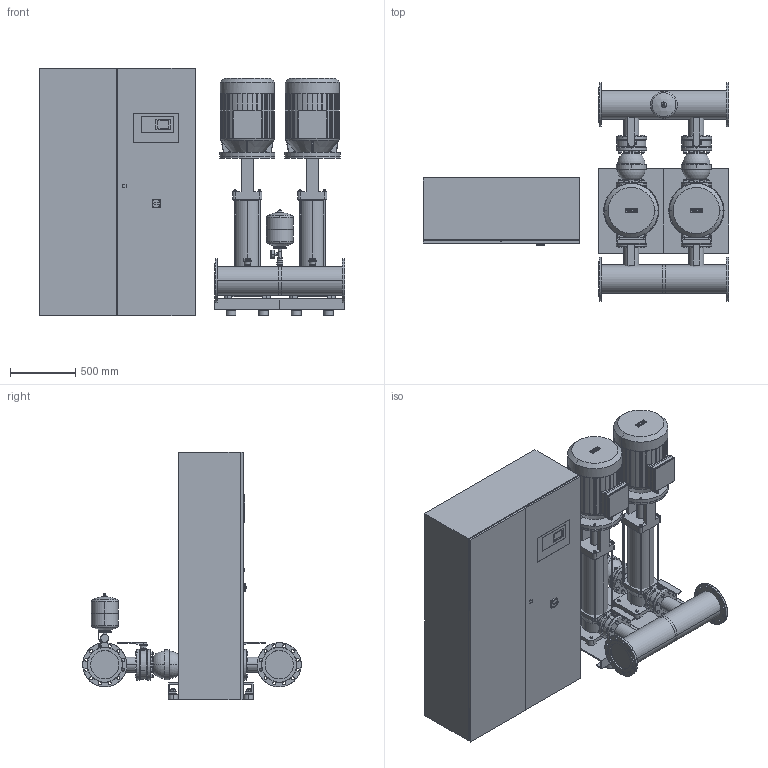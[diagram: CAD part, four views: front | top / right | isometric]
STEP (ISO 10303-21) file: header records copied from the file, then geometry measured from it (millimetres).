
FILE_DESCRIPTION((''),'2;1');
FILE_NAME('3d_COR-2MVI7006_2-PN25-2523255.stp','2011-08-26T14:41:23',(''),(''),'Mechanical Desktop 2009','Mechanical Desktop 2009',', , ');
FILE_SCHEMA(('CONFIG_CONTROL_DESIGN'));
Length unit declared in the file: millimetre
Products named in the file (1): Product
Bounding box: 2350 x 1679.55 x 1900 mm (x, y, z)
Volume: 1517709008.7 mm3; surface area: 21967090.8 mm2
Topology: 132 solids, 132 shells, 3657 faces, 8749 edges, 5704 vertices
Faces by surface type: plane 1837, cylinder 1110, bspline 388, cone 228, torus 68, sphere 26
Full cylindrical faces by diameter (mm): 114.3 x4, 225 x4
Entity records: 112493 total; most frequent: CARTESIAN_POINT 25399, DIRECTION 18345, ORIENTED_EDGE 17450, EDGE_CURVE 8725, AXIS2_PLACEMENT_3D 6456, VERTEX_POINT 5698, VECTOR 5433, LINE 5433
